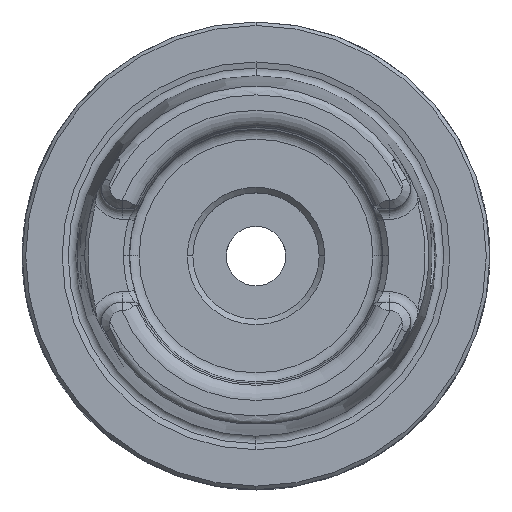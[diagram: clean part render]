
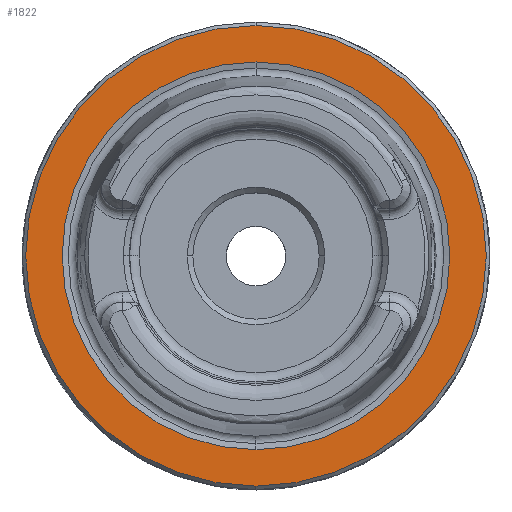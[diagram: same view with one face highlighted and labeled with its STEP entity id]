
A CAD part, top view. The second image highlights one B-rep face of the part: STEP entity #1822.
In plain terms, the highlighted planar face has unit normal (0, 0, 1).
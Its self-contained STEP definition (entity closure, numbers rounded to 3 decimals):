
#1696=EDGE_CURVE('NONE',#3110,#2710,#4705,.T.);
#1822=ADVANCED_FACE('NONE',(#4845,#4846),#4847,.F.);
#1840=EDGE_CURVE('NONE',#4026,#3302,#4866,.F.);
#1932=EDGE_CURVE('NONE',#2710,#3110,#4970,.T.);
#2710=VERTEX_POINT('NONE',#5831);
#3110=VERTEX_POINT('NONE',#6273);
#3302=VERTEX_POINT('NONE',#6486);
#3516=EDGE_CURVE('NONE',#3302,#4026,#6725,.T.);
#4026=VERTEX_POINT('NONE',#7281);
#4705=CIRCLE('',#8378,30.995);
#4845=FACE_OUTER_BOUND('',#8720,.T.);
#4846=FACE_BOUND('',#8721,.T.);
#4847=PLANE('',#8722);
#4866=CIRCLE('',#8808,26.09);
#4970=CIRCLE('',#9097,30.995);
#5831=CARTESIAN_POINT('',(0.,30.995,0.));
#6273=CARTESIAN_POINT('',(0.,-30.995,0.));
#6486=CARTESIAN_POINT('',(0.,-26.09,0.));
#6725=CIRCLE('',#14012,26.09);
#7281=CARTESIAN_POINT('',(0.,26.09,0.));
#8378=AXIS2_PLACEMENT_3D('',#16741,#16742,#16743);
#8720=EDGE_LOOP('',(#16909,#16910));
#8721=EDGE_LOOP('',(#16911,#16912));
#8722=AXIS2_PLACEMENT_3D('',#16913,#16914,#16915);
#8808=AXIS2_PLACEMENT_3D('',#16932,#16933,#16934);
#9097=AXIS2_PLACEMENT_3D('',#17044,#17045,#17046);
#14012=AXIS2_PLACEMENT_3D('',#19084,#19085,#19086);
#16741=CARTESIAN_POINT('',(0.,0.,0.));
#16742=DIRECTION('',(0.0,0.0,1.0));
#16743=DIRECTION('',(0.,-1.0,0.0));
#16909=ORIENTED_EDGE('',*,*,#1696,.T.);
#16910=ORIENTED_EDGE('',*,*,#1932,.T.);
#16911=ORIENTED_EDGE('',*,*,#1840,.F.);
#16912=ORIENTED_EDGE('',*,*,#3516,.F.);
#16913=CARTESIAN_POINT('',(0.,-24.796,0.));
#16914=DIRECTION('',(-0.0,0.0,-1.0));
#16915=DIRECTION('',(0.,-1.0,0.0));
#16932=CARTESIAN_POINT('',(0.,0.,0.));
#16933=DIRECTION('',(0.0,0.0,-1.0));
#16934=DIRECTION('',(0.,1.0,0.0));
#17044=CARTESIAN_POINT('',(0.,0.,0.));
#17045=DIRECTION('',(0.0,0.0,1.0));
#17046=DIRECTION('',(0.,-1.0,0.0));
#19084=CARTESIAN_POINT('',(0.,0.,0.));
#19085=DIRECTION('',(0.0,-0.0,1.0));
#19086=DIRECTION('',(0.,1.0,0.0));
